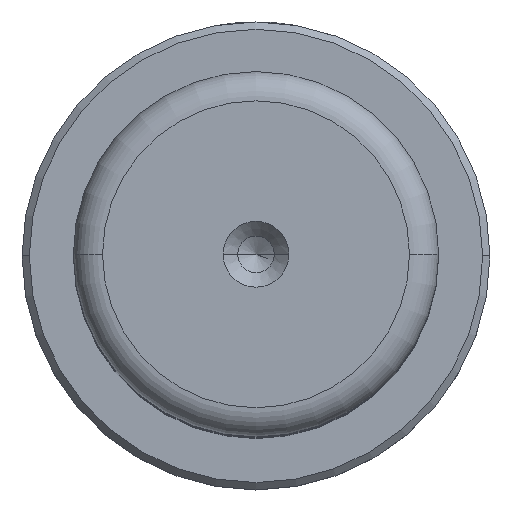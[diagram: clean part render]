
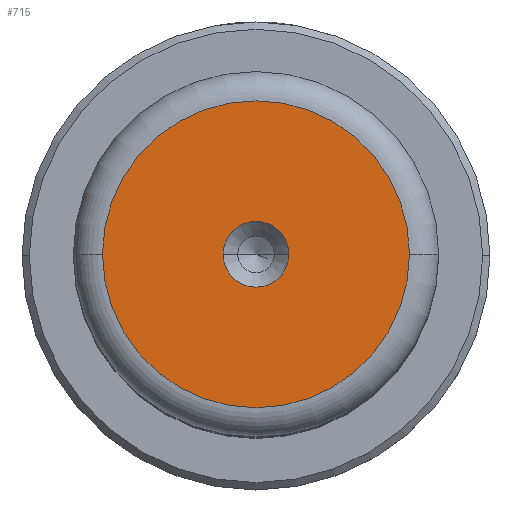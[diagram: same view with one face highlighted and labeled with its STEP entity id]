
A CAD part, top view. The second image highlights one B-rep face of the part: STEP entity #715.
In plain terms, the highlighted planar face has unit normal (0, 0, 1).
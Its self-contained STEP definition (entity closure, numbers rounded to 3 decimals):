
#109 = CARTESIAN_POINT ( 'NONE',  ( 10.495, 0., 86. ) ) ;
#270 = VERTEX_POINT ( 'NONE', #1781 ) ;
#283 = CARTESIAN_POINT ( 'NONE',  ( 0., 0., 86. ) ) ;
#340 = CARTESIAN_POINT ( 'NONE',  ( 0., 0., 86. ) ) ;
#372 = CIRCLE ( 'NONE', #1495, 10.495 ) ;
#403 = CARTESIAN_POINT ( 'NONE',  ( -10.495, 0., 86. ) ) ;
#409 = PLANE ( 'NONE',  #2602 ) ;
#423 = EDGE_CURVE ( 'NONE', #726, #270, #2378, .T. ) ;
#430 = CARTESIAN_POINT ( 'NONE',  ( 2.25, 0., 86. ) ) ;
#474 = DIRECTION ( 'NONE',  ( 0., 0., 1. ) ) ;
#532 = CARTESIAN_POINT ( 'NONE',  ( 0., 0., 86. ) ) ;
#585 = DIRECTION ( 'NONE',  ( 1., 0., 0. ) ) ;
#591 = DIRECTION ( 'NONE',  ( 1., 0., 0. ) ) ;
#706 = CARTESIAN_POINT ( 'NONE',  ( 0., 0., 86. ) ) ;
#715 = ADVANCED_FACE ( 'NONE', ( #1836, #2403 ), #409, .T. ) ;
#726 = VERTEX_POINT ( 'NONE', #430 ) ;
#762 = DIRECTION ( 'NONE',  ( 1., 0., 0. ) ) ;
#775 = AXIS2_PLACEMENT_3D ( 'NONE', #706, #2247, #908 ) ;
#908 = DIRECTION ( 'NONE',  ( 1., 0., 0. ) ) ;
#968 = CIRCLE ( 'NONE', #775, 10.495 ) ;
#1010 = EDGE_CURVE ( 'NONE', #270, #726, #1873, .T. ) ;
#1162 = EDGE_CURVE ( 'NONE', #1272, #2312, #372, .T. ) ;
#1163 = DIRECTION ( 'NONE',  ( 1., 0., 0. ) ) ;
#1272 = VERTEX_POINT ( 'NONE', #109 ) ;
#1328 = ORIENTED_EDGE ( 'NONE', *, *, #1162, .T. ) ;
#1495 = AXIS2_PLACEMENT_3D ( 'NONE', #532, #2100, #762 ) ;
#1552 = EDGE_CURVE ( 'NONE', #2312, #1272, #968, .T. ) ;
#1605 = DIRECTION ( 'NONE',  ( 0., 0., 1. ) ) ;
#1781 = CARTESIAN_POINT ( 'NONE',  ( -2.25, 0., 86. ) ) ;
#1784 = EDGE_LOOP ( 'NONE', ( #1328, #2425 ) ) ;
#1820 = ORIENTED_EDGE ( 'NONE', *, *, #423, .F. ) ;
#1828 = CARTESIAN_POINT ( 'NONE',  ( 0., 0., 86. ) ) ;
#1836 = FACE_BOUND ( 'NONE', #1941, .T. ) ;
#1852 = AXIS2_PLACEMENT_3D ( 'NONE', #340, #1927, #591 ) ;
#1873 = CIRCLE ( 'NONE', #1852, 2.25 ) ;
#1927 = DIRECTION ( 'NONE',  ( 0., 0., 1. ) ) ;
#1941 = EDGE_LOOP ( 'NONE', ( #1820, #2482 ) ) ;
#2077 = AXIS2_PLACEMENT_3D ( 'NONE', #1828, #1605, #1163 ) ;
#2100 = DIRECTION ( 'NONE',  ( 0., 0., 1. ) ) ;
#2247 = DIRECTION ( 'NONE',  ( 0., 0., 1. ) ) ;
#2312 = VERTEX_POINT ( 'NONE', #403 ) ;
#2378 = CIRCLE ( 'NONE', #2077, 2.25 ) ;
#2403 = FACE_OUTER_BOUND ( 'NONE', #1784, .T. ) ;
#2425 = ORIENTED_EDGE ( 'NONE', *, *, #1552, .T. ) ;
#2482 = ORIENTED_EDGE ( 'NONE', *, *, #1010, .F. ) ;
#2602 = AXIS2_PLACEMENT_3D ( 'NONE', #283, #474, #585 ) ;
